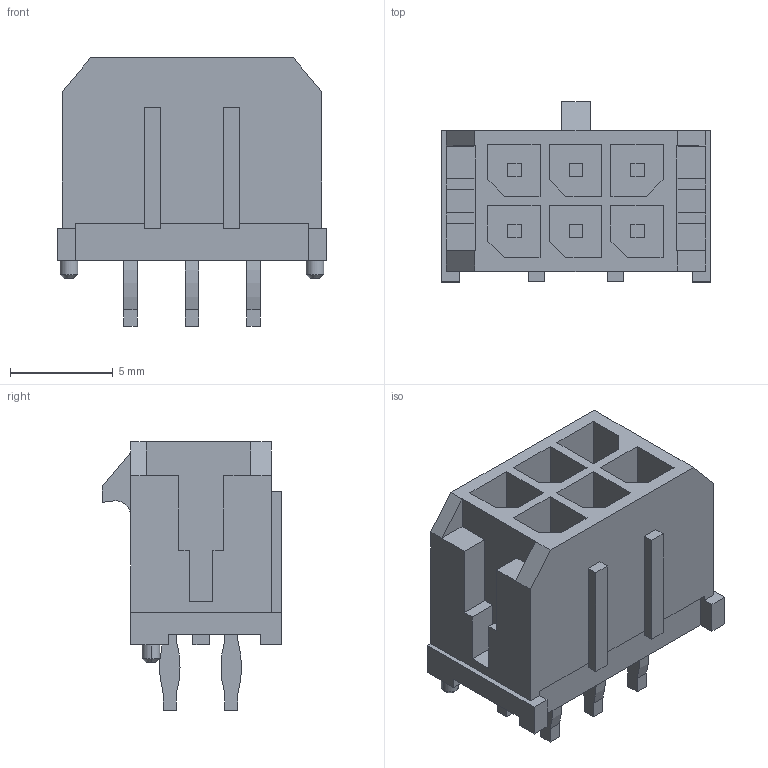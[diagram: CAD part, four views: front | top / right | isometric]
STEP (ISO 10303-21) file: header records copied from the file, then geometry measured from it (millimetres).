
FILE_DESCRIPTION((''),'2;1');
FILE_NAME('449140601','2016-02-26T',('ME'),(''),'PRO/ENGINEER BY PARAMETRIC TECHNOLOGY CORPORATION, 2012310','PRO/ENGINEER BY PARAMETRIC TECHNOLOGY CORPORATION, 2012310','');
FILE_SCHEMA(('CONFIG_CONTROL_DESIGN'));
Length unit declared in the file: millimetre
Products named in the file (1): 449140601
Bounding box: 13.15 x 8.77 x 13.09 mm (x, y, z)
Volume: 552 mm3; surface area: 1117.2 mm2
Topology: 7 solids, 7 shells, 211 faces, 565 edges, 383 vertices
Faces by surface type: plane 190, cylinder 17, cone 4
Entity records: 6484 total; most frequent: CARTESIAN_POINT 1133, ORIENTED_EDGE 1080, DIRECTION 1043, EDGE_CURVE 540, VECTOR 511, LINE 511, VERTEX_POINT 356, AXIS2_PLACEMENT_3D 266
